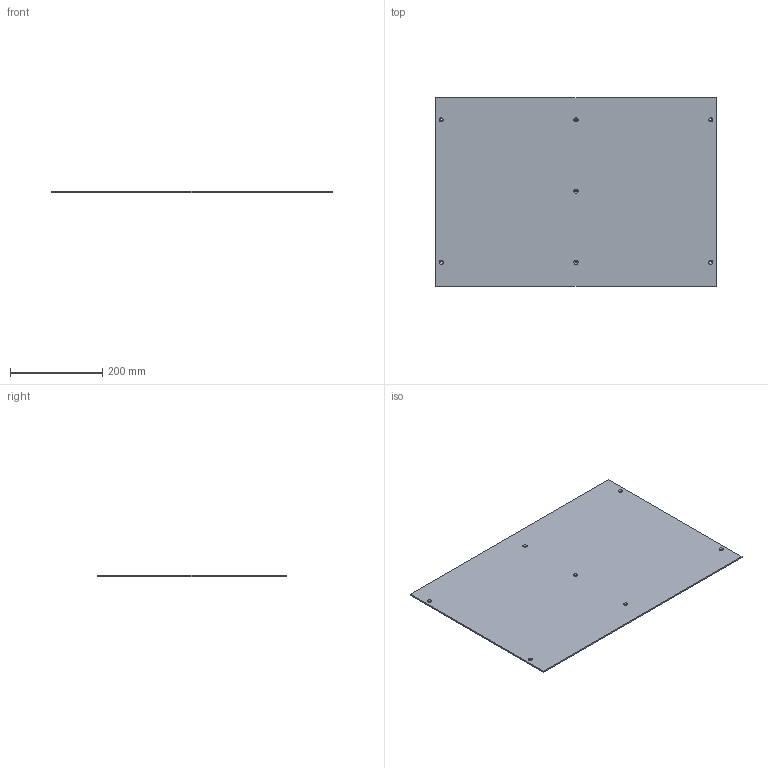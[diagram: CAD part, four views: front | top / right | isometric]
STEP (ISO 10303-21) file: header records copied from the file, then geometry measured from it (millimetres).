
FILE_DESCRIPTION(/* description */ (''),/* implementation_level */ '2;1');
FILE_NAME(/* name */ 'Deckel_LiMax160L_2-Reihig_8 Cell.step',/* time_stamp */ '2021-10-13T15:12:57+02:00',/* author */ (''),/* organization */ (''),/* preprocessor_version */ 'ST-DEVELOPER v18.1',/* originating_system */ 'Autodesk Translation Framework v10.10.0.1391',/* authorisation */ '');
FILE_SCHEMA (('AUTOMOTIVE_DESIGN { 1 0 10303 214 3 1 1 }'));
Length unit declared in the file: millimetre
Products named in the file (1): Deckel_LiMax160L_2-Reihig_8 Cell
Bounding box: 610 x 410 x 3 mm (x, y, z)
Volume: 749609.1 mm3; surface area: 506282.6 mm2
Topology: 1 solids, 1 shells, 20 faces, 47 edges, 29 vertices
Faces by surface type: cone 7, cylinder 7, plane 6
Full cylindrical faces by diameter (mm): 5 x7
Entity records: 644 total; most frequent: DIRECTION 110, CARTESIAN_POINT 97, ORIENTED_EDGE 94, EDGE_CURVE 47, AXIS2_PLACEMENT_3D 42, EDGE_LOOP 34, VERTEX_POINT 29, LINE 26
